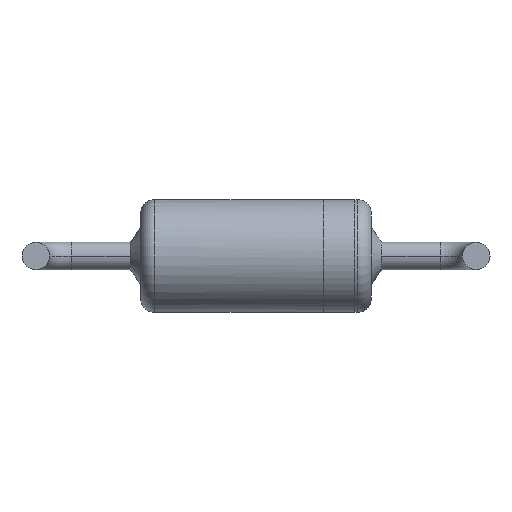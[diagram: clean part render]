
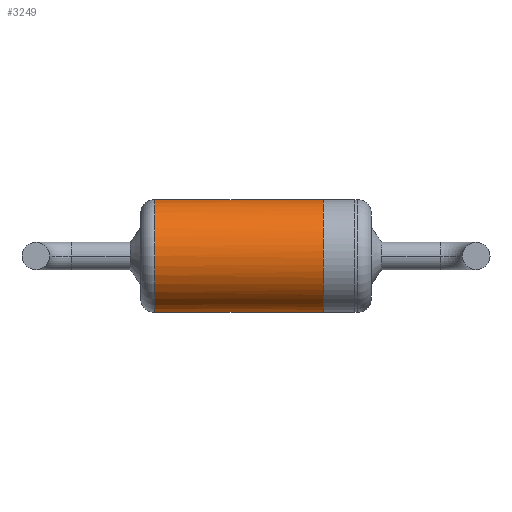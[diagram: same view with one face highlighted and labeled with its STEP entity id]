
A CAD part, front view. The second image highlights one B-rep face of the part: STEP entity #3249.
In plain terms, the highlighted cylindrical face has radius 1.14 mm (diameter 2.28 mm), a partial arc.
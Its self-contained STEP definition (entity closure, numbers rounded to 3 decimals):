
#193 = LINE ( 'NONE', #1771, #2450 ) ;
#256 = CARTESIAN_POINT ( 'NONE',  ( 5.805, 1.64, -1.14 ) ) ;
#381 = CARTESIAN_POINT ( 'NONE',  ( 5.805, 0.53, 0.298 ) ) ;
#402 = AXIS2_PLACEMENT_3D ( 'NONE', #1478, #721, #4781 ) ;
#506 = ORIENTED_EDGE ( 'NONE', *, *, #4659, .T. ) ;
#640 = EDGE_CURVE ( 'NONE', #3770, #2823, #4482, .T. ) ;
#657 = ORIENTED_EDGE ( 'NONE', *, *, #3120, .F. ) ;
#667 = ORIENTED_EDGE ( 'NONE', *, *, #640, .T. ) ;
#680 = CARTESIAN_POINT ( 'NONE',  ( 5.805, 0.939, 0.912 ) ) ;
#721 = DIRECTION ( 'NONE',  ( -1., 0., 0. ) ) ;
#736 = CARTESIAN_POINT ( 'NONE',  ( 5.805, 1.491, 1.14 ) ) ;
#766 = ORIENTED_EDGE ( 'NONE', *, *, #1010, .F. ) ;
#821 = CARTESIAN_POINT ( 'NONE',  ( 5.805, 1.64, 1.14 ) ) ;
#828 = DIRECTION ( 'NONE',  ( -1., 0., 0. ) ) ;
#1010 = EDGE_CURVE ( 'NONE', #2963, #2823, #5207, .T. ) ;
#1478 = CARTESIAN_POINT ( 'NONE',  ( 2.4, 1.64, 0. ) ) ;
#1614 = CYLINDRICAL_SURFACE ( 'NONE', #3055, 1.14 ) ;
#1771 = CARTESIAN_POINT ( 'NONE',  ( 1.905, 1.64, -1.14 ) ) ;
#1862 = CARTESIAN_POINT ( 'NONE',  ( 5.805, 1.066, -0.996 ) ) ;
#1929 = CARTESIAN_POINT ( 'NONE',  ( 5.805, 1.342, -1.11 ) ) ;
#1953 = CARTESIAN_POINT ( 'NONE',  ( 5.805, 0.644, 0.574 ) ) ;
#2303 = CARTESIAN_POINT ( 'NONE',  ( 5.805, 1.64, 1.14 ) ) ;
#2318 = CARTESIAN_POINT ( 'NONE',  ( 2.4, 1.64, -1.14 ) ) ;
#2450 = VECTOR ( 'NONE', #3532, 1000. ) ;
#2652 = CARTESIAN_POINT ( 'NONE',  ( 5.805, 0.939, -0.912 ) ) ;
#2711 = CARTESIAN_POINT ( 'NONE',  ( 5.805, 1.066, 0.996 ) ) ;
#2762 = CARTESIAN_POINT ( 'NONE',  ( 5.805, 0.53, -0.298 ) ) ;
#2802 = FACE_OUTER_BOUND ( 'NONE', #2970, .T. ) ;
#2823 = VERTEX_POINT ( 'NONE', #4846 ) ;
#2963 = VERTEX_POINT ( 'NONE', #2318 ) ;
#2970 = EDGE_LOOP ( 'NONE', ( #657, #506, #667, #766 ) ) ;
#3055 = AXIS2_PLACEMENT_3D ( 'NONE', #4854, #828, #3635 ) ;
#3120 = EDGE_CURVE ( 'NONE', #3383, #2963, #193, .T. ) ;
#3190 = CARTESIAN_POINT ( 'NONE',  ( 1.905, 1.64, 1.14 ) ) ;
#3233 = B_SPLINE_CURVE_WITH_KNOTS ( 'NONE', 3,
 ( #3993, #4795, #1929, #1862, #2652, #5142, #4277, #2762, #4378, #3501, #381, #1953, #3600, #680, #2711, #4332, #736, #2303 ),
 .UNSPECIFIED., .F., .F.,
 ( 4, 2, 2, 2, 2, 2, 2, 2, 4 ),
 ( 0.5, 0.563, 0.625, 0.688, 0.75, 0.813, 0.875, 0.938, 1. ),
 .UNSPECIFIED. ) ;
#3249 = ADVANCED_FACE ( 'NONE', ( #2802 ), #1614, .T. ) ;
#3383 = VERTEX_POINT ( 'NONE', #256 ) ;
#3501 = CARTESIAN_POINT ( 'NONE',  ( 5.805, 0.5, 0.149 ) ) ;
#3532 = DIRECTION ( 'NONE',  ( -1., 0., 0. ) ) ;
#3600 = CARTESIAN_POINT ( 'NONE',  ( 5.805, 0.728, 0.701 ) ) ;
#3635 = DIRECTION ( 'NONE',  ( 0., 0., 1. ) ) ;
#3770 = VERTEX_POINT ( 'NONE', #821 ) ;
#3993 = CARTESIAN_POINT ( 'NONE',  ( 5.805, 1.64, -1.14 ) ) ;
#3994 = DIRECTION ( 'NONE',  ( -1., 0., 0. ) ) ;
#4256 = VECTOR ( 'NONE', #3994, 1000. ) ;
#4277 = CARTESIAN_POINT ( 'NONE',  ( 5.805, 0.644, -0.574 ) ) ;
#4332 = CARTESIAN_POINT ( 'NONE',  ( 5.805, 1.342, 1.11 ) ) ;
#4378 = CARTESIAN_POINT ( 'NONE',  ( 5.805, 0.5, -0.149 ) ) ;
#4482 = LINE ( 'NONE', #3190, #4256 ) ;
#4659 = EDGE_CURVE ( 'NONE', #3383, #3770, #3233, .T. ) ;
#4781 = DIRECTION ( 'NONE',  ( 0., 0., 1. ) ) ;
#4795 = CARTESIAN_POINT ( 'NONE',  ( 5.805, 1.491, -1.14 ) ) ;
#4846 = CARTESIAN_POINT ( 'NONE',  ( 2.4, 1.64, 1.14 ) ) ;
#4854 = CARTESIAN_POINT ( 'NONE',  ( 1.905, 1.64, 0. ) ) ;
#5142 = CARTESIAN_POINT ( 'NONE',  ( 5.805, 0.728, -0.701 ) ) ;
#5207 = CIRCLE ( 'NONE', #402, 1.14 ) ;
